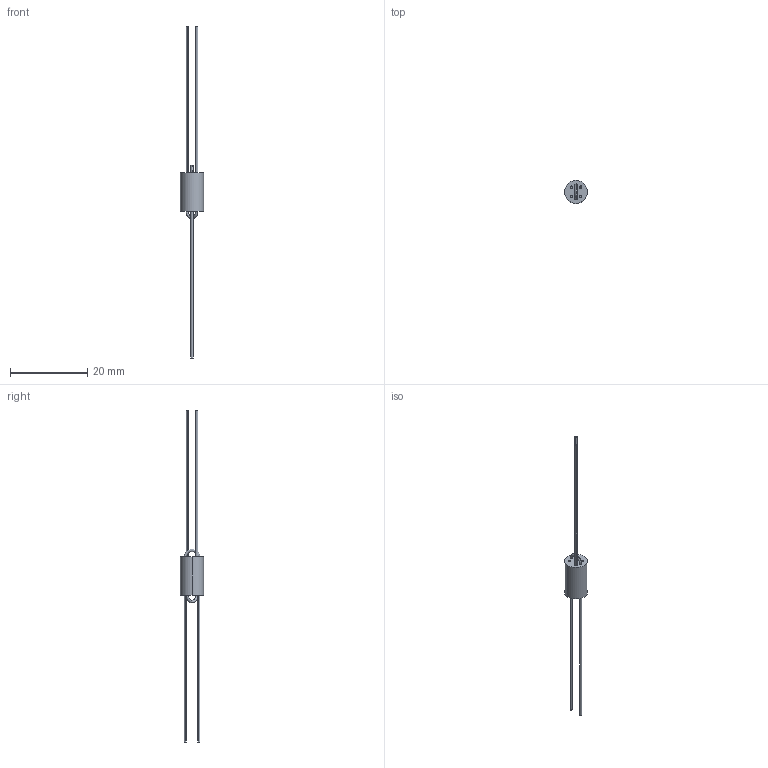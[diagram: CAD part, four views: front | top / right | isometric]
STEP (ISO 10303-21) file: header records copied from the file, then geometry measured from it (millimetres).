
FILE_DESCRIPTION((''),'2;1');
FILE_NAME('FIGURE_C','2012-08-09T',('ryans'),('Bourns, Inc.'),'PRO/ENGINEER BY PARAMETRIC TECHNOLOGY CORPORATION, 2010100','PRO/ENGINEER BY PARAMETRIC TECHNOLOGY CORPORATION, 2010100','');
FILE_SCHEMA(('CONFIG_CONTROL_DESIGN'));
Length unit declared in the file: inch
Products named in the file (1): FIGURE_C
Bounding box: 5.99 x 5.99 x 86.21 mm (x, y, z)
Volume: 311 mm3; surface area: 676.7 mm2
Topology: 7 solids, 7 shells, 40 faces, 78 edges, 52 vertices
Faces by surface type: cylinder 22, plane 14, bspline 4
Entity records: 1984 total; most frequent: CARTESIAN_POINT 1072, DIRECTION 198, ORIENTED_EDGE 156, AXIS2_PLACEMENT_3D 88, EDGE_CURVE 78, VERTEX_POINT 52, EDGE_LOOP 52, CIRCLE 52
